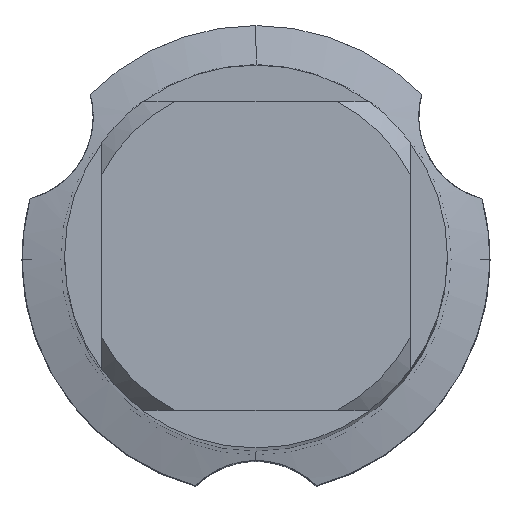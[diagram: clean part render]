
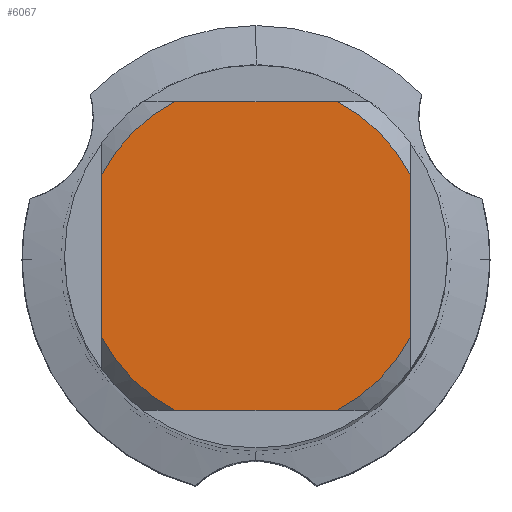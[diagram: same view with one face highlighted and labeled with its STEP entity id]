
A CAD part, top view. The second image highlights one B-rep face of the part: STEP entity #6067.
In plain terms, the highlighted planar face has unit normal (0, 0, 1).
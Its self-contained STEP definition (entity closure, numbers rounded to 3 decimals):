
#2315=VERTEX_POINT('',#6540);
#2317=VERTEX_POINT('',#6542);
#2465=VERTEX_POINT('',#6704);
#2675=EDGE_CURVE('',#4175,#5319,#6931,.T.);
#2851=EDGE_CURVE('',#3757,#2315,#7119,.T.);
#3179=EDGE_CURVE('',#2317,#2315,#7479,.T.);
#3757=VERTEX_POINT('',#8108);
#3907=EDGE_CURVE('',#6147,#5319,#8272,.T.);
#3973=EDGE_CURVE('',#2317,#4289,#8347,.T.);
#4099=EDGE_CURVE('',#3757,#2465,#8481,.T.);
#4175=VERTEX_POINT('',#8563);
#4289=VERTEX_POINT('',#8686);
#4573=EDGE_CURVE('',#6147,#4289,#8991,.T.);
#5319=VERTEX_POINT('',#9808);
#5843=EDGE_CURVE('',#4175,#2465,#10384,.T.);
#6067=ADVANCED_FACE('',(#10625),#10626,.T.);
#6147=VERTEX_POINT('',#10714);
#6540=CARTESIAN_POINT('',(-7.25,-3.831,0.0));
#6542=CARTESIAN_POINT('',(-7.25,3.831,0.0));
#6704=CARTESIAN_POINT('',(3.831,-7.25,0.0));
#6931=LINE('',#11973,#11974);
#7119=CIRCLE('',#12292,8.2);
#7479=LINE('',#12902,#12903);
#8108=CARTESIAN_POINT('',(-3.831,-7.25,0.0));
#8272=CIRCLE('',#14263,8.2);
#8347=CIRCLE('',#14369,8.2);
#8481=LINE('',#14599,#14600);
#8563=CARTESIAN_POINT('',(7.25,-3.831,0.0));
#8686=CARTESIAN_POINT('',(-3.831,7.25,0.0));
#8991=LINE('',#15557,#15558);
#9808=CARTESIAN_POINT('',(7.25,3.831,0.0));
#10384=CIRCLE('',#17943,8.2);
#10625=FACE_OUTER_BOUND('',#18405,.T.);
#10626=PLANE('',#18406);
#10714=CARTESIAN_POINT('',(3.831,7.25,0.0));
#11973=CARTESIAN_POINT('',(7.25,2.05,0.0));
#11974=VECTOR('',#19514,1.0);
#12292=AXIS2_PLACEMENT_3D('',#19681,#19682,#19683);
#12902=CARTESIAN_POINT('',(-7.25,2.05,0.0));
#12903=VECTOR('',#20071,1.0);
#14263=AXIS2_PLACEMENT_3D('',#20901,#20902,#20903);
#14369=AXIS2_PLACEMENT_3D('',#20992,#20993,#20994);
#14599=CARTESIAN_POINT('',(0.0,-7.25,0.0));
#14600=VECTOR('',#21122,1.0);
#15557=CARTESIAN_POINT('',(0.0,7.25,0.0));
#15558=VECTOR('',#21628,1.0);
#17943=AXIS2_PLACEMENT_3D('',#23565,#23566,#23567);
#18405=EDGE_LOOP('',(#23799,#23800,#23801,#23802,#23803,#23804,#23805,#23806));
#18406=AXIS2_PLACEMENT_3D('',#23807,#23808,#23809);
#19514=DIRECTION('',(-0.0,1.0,0.0));
#19681=CARTESIAN_POINT('',(0.0,0.0,0.0));
#19682=DIRECTION('',(0.0,0.0,-1.0));
#19683=DIRECTION('',(0.0,1.0,0.0));
#20071=DIRECTION('',(-0.0,-1.0,0.0));
#20901=CARTESIAN_POINT('',(0.0,0.0,0.0));
#20902=DIRECTION('',(0.0,0.0,-1.0));
#20903=DIRECTION('',(0.0,1.0,0.0));
#20992=CARTESIAN_POINT('',(0.0,0.0,0.0));
#20993=DIRECTION('',(0.0,0.0,-1.0));
#20994=DIRECTION('',(0.0,1.0,0.0));
#21122=DIRECTION('',(1.0,0.0,0.0));
#21628=DIRECTION('',(-1.0,0.0,0.0));
#23565=CARTESIAN_POINT('',(0.0,0.0,0.0));
#23566=DIRECTION('',(0.0,0.0,-1.0));
#23567=DIRECTION('',(0.0,1.0,0.0));
#23799=ORIENTED_EDGE('',*,*,#3179,.T.);
#23800=ORIENTED_EDGE('',*,*,#2851,.F.);
#23801=ORIENTED_EDGE('',*,*,#4099,.T.);
#23802=ORIENTED_EDGE('',*,*,#5843,.F.);
#23803=ORIENTED_EDGE('',*,*,#2675,.T.);
#23804=ORIENTED_EDGE('',*,*,#3907,.F.);
#23805=ORIENTED_EDGE('',*,*,#4573,.T.);
#23806=ORIENTED_EDGE('',*,*,#3973,.F.);
#23807=CARTESIAN_POINT('',(0.0,4.1,0.0));
#23808=DIRECTION('',(-0.0,0.0,1.0));
#23809=DIRECTION('',(0.0,-1.0,0.0));
